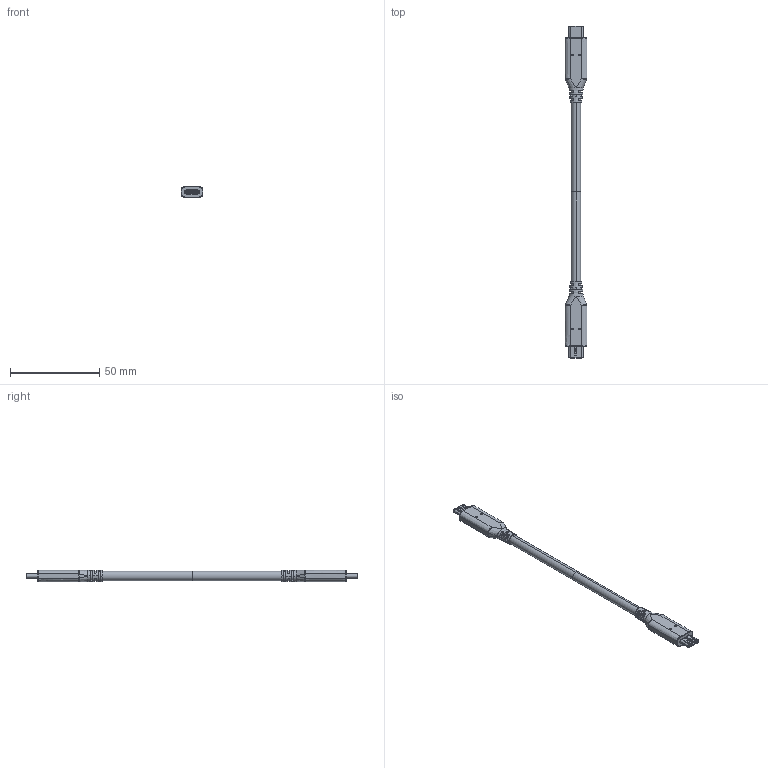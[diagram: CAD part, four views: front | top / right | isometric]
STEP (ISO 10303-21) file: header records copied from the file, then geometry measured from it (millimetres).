
FILE_DESCRIPTION((''),'2;1');
FILE_NAME('ASM0001_ASM','2020-03-17T',('abc'),(''),'PRO/ENGINEER BY PARAMETRIC TECHNOLOGY CORPORATION, 2014320','PRO/ENGINEER BY PARAMETRIC TECHNOLOGY CORPORATION, 2014320','');
FILE_SCHEMA(('CONFIG_CONTROL_DESIGN'));
Products named in the file (11): MANIFOLD_SOLID_BREP_18743; MANIFOLD_SOLID_BREP_18744; MANIFOLD_SOLID_BREP_18745; MANIFOLD_SOLID_BREP_18746; MANIFOLD_SOLID_BREP_18747; MANIFOLD_SOLID_BREP_18748; MANIFOLD_SOLID_BREP_18749; MANIFOLD_SOLID_BREP_18750; MANIFOLD_SOLID_BREP_18751; 2016075_ASM; ASM0001_ASM
Assembly tree (11 placements, depth 3):
  ASM0001_ASM
    2016075_ASM  x2
      MANIFOLD_SOLID_BREP_18743
      MANIFOLD_SOLID_BREP_18744
      MANIFOLD_SOLID_BREP_18745
      MANIFOLD_SOLID_BREP_18746
      MANIFOLD_SOLID_BREP_18747
      MANIFOLD_SOLID_BREP_18748
      MANIFOLD_SOLID_BREP_18749
      MANIFOLD_SOLID_BREP_18750
      MANIFOLD_SOLID_BREP_18751
Bounding box: 12.3 x 186.34 x 6.4 mm (x, y, z)
Volume: 8936.3 mm3; surface area: 10950.7 mm2
Topology: 18 solids, 18 shells, 7604 faces, 22390 edges, 14894 vertices
Faces by surface type: plane 5742, cylinder 1614, bspline 180, torus 34, cone 28, extrusion 6
Entity records: 132356 total; most frequent: CARTESIAN_POINT 29870, ORIENTED_EDGE 22378, DIRECTION 19996, EDGE_CURVE 11189, VECTOR 9018, LINE 9015, VERTEX_POINT 7447, AXIS2_PLACEMENT_3D 5489
